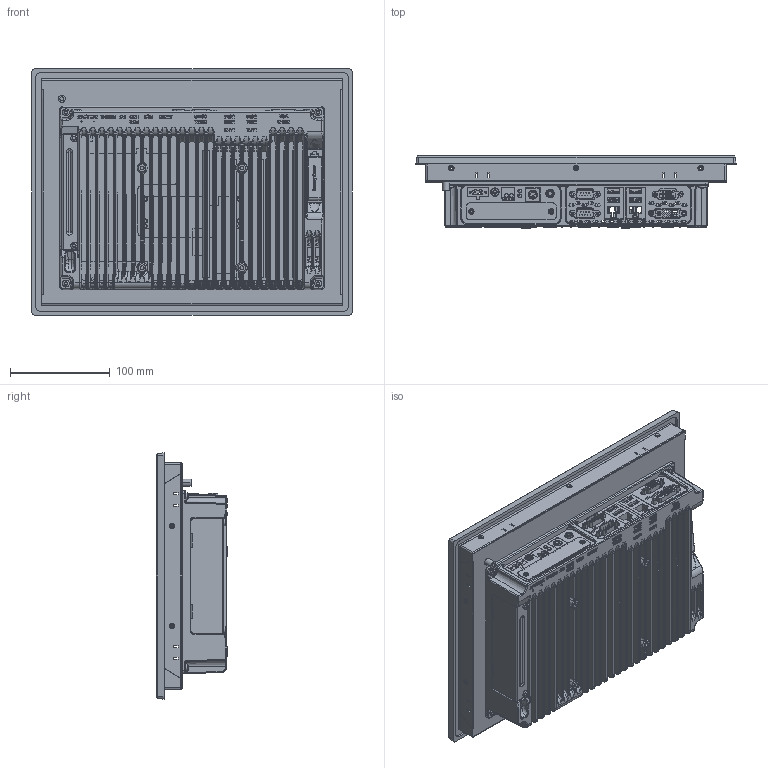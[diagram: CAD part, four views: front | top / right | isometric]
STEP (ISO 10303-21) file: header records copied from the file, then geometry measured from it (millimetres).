
FILE_DESCRIPTION (( 'STEP AP214' ), '1' );
FILE_NAME ('C123-Axx3-ASM.STEP', '2019-06-03T10:30:27', ( 'i' ), ( 'Microsoft' ), 'SwSTEP 2.0', 'SolidWorks 2016', '' );
FILE_SCHEMA (( 'AUTOMOTIVE_DESIGN' ));
Length unit declared in the file: millimetre
Products named in the file (1): C123-Axx3-ASM
Bounding box: 321 x 72 x 247 mm (x, y, z)
Surface area: 457769.7 mm2 (no closed solid volume)
Topology: 0 solids, 70 shells, 2894 faces, 10366 edges, 7211 vertices
Faces by surface type: plane 1226, cylinder 817, bspline 757, cone 64, torus 20, sphere 10
Entity records: 183334 total; most frequent: CARTESIAN_POINT 72039, ORIENTED_EDGE 16010, DIRECTION 14013, EDGE_CURVE 10260, VERTEX_POINT 7199, VECTOR 5849, LINE 5849, AXIS2_PLACEMENT_3D 4082
